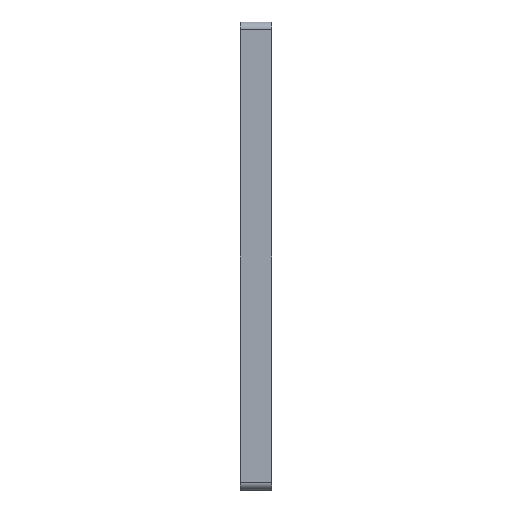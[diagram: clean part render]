
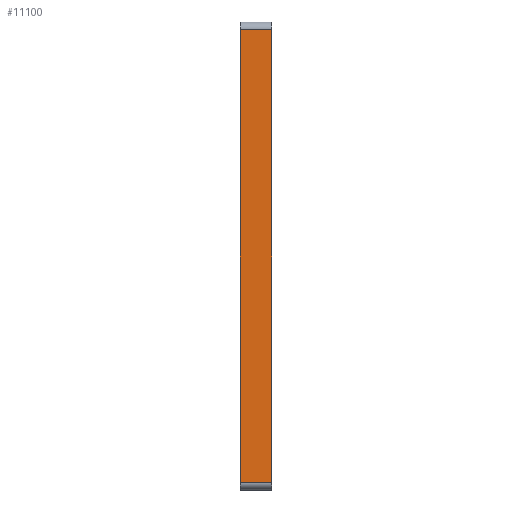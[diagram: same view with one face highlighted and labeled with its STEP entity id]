
A CAD part, left-side view. The second image highlights one B-rep face of the part: STEP entity #11100.
In plain terms, the highlighted planar face has unit normal (-1, 0, 0).
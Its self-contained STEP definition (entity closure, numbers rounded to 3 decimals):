
#1084 = CARTESIAN_POINT ( 'NONE',  ( -60., 0., -60. ) ) ;
#1942 = PLANE ( 'NONE',  #12103 ) ;
#1968 = CARTESIAN_POINT ( 'NONE',  ( -60., 0., -58. ) ) ;
#2132 = VECTOR ( 'NONE', #13636, 1000. ) ;
#2252 = VERTEX_POINT ( 'NONE', #6590 ) ;
#2851 = CARTESIAN_POINT ( 'NONE',  ( -60., 8., -60. ) ) ;
#3334 = VECTOR ( 'NONE', #12863, 1000. ) ;
#3741 = ORIENTED_EDGE ( 'NONE', *, *, #6526, .T. ) ;
#3829 = ORIENTED_EDGE ( 'NONE', *, *, #11671, .T. ) ;
#4600 = FACE_OUTER_BOUND ( 'NONE', #8916, .T. ) ;
#4650 = LINE ( 'NONE', #8072, #5346 ) ;
#5346 = VECTOR ( 'NONE', #13931, 1000. ) ;
#5454 = LINE ( 'NONE', #2851, #13452 ) ;
#6178 = DIRECTION ( 'NONE',  ( 0., 0., 1. ) ) ;
#6526 = EDGE_CURVE ( 'NONE', #2252, #13053, #4650, .T. ) ;
#6590 = CARTESIAN_POINT ( 'NONE',  ( -60., 0., 58. ) ) ;
#7084 = ORIENTED_EDGE ( 'NONE', *, *, #10445, .T. ) ;
#7249 = CARTESIAN_POINT ( 'NONE',  ( -60., 8., -58. ) ) ;
#8072 = CARTESIAN_POINT ( 'NONE',  ( -60., 8., 58. ) ) ;
#8581 = VERTEX_POINT ( 'NONE', #1968 ) ;
#8916 = EDGE_LOOP ( 'NONE', ( #11553, #3829, #7084, #3741 ) ) ;
#9397 = LINE ( 'NONE', #7249, #3334 ) ;
#9880 = DIRECTION ( 'NONE',  ( 0., 0., -1. ) ) ;
#10445 = EDGE_CURVE ( 'NONE', #8581, #2252, #11191, .T. ) ;
#10874 = VERTEX_POINT ( 'NONE', #13416 ) ;
#11100 = ADVANCED_FACE ( 'NONE', ( #4600 ), #1942, .F. ) ;
#11191 = LINE ( 'NONE', #1084, #2132 ) ;
#11553 = ORIENTED_EDGE ( 'NONE', *, *, #13045, .F. ) ;
#11671 = EDGE_CURVE ( 'NONE', #10874, #8581, #9397, .T. ) ;
#12000 = CARTESIAN_POINT ( 'NONE',  ( -60., 8., 58. ) ) ;
#12103 = AXIS2_PLACEMENT_3D ( 'NONE', #13142, #13300, #9880 ) ;
#12863 = DIRECTION ( 'NONE',  ( 0., -1., 0. ) ) ;
#13045 = EDGE_CURVE ( 'NONE', #10874, #13053, #5454, .T. ) ;
#13053 = VERTEX_POINT ( 'NONE', #12000 ) ;
#13142 = CARTESIAN_POINT ( 'NONE',  ( -60., 8., -60. ) ) ;
#13300 = DIRECTION ( 'NONE',  ( 1., 0., 0. ) ) ;
#13416 = CARTESIAN_POINT ( 'NONE',  ( -60., 8., -58. ) ) ;
#13452 = VECTOR ( 'NONE', #6178, 1000. ) ;
#13636 = DIRECTION ( 'NONE',  ( 0., 0., 1. ) ) ;
#13931 = DIRECTION ( 'NONE',  ( 0., 1., 0. ) ) ;
